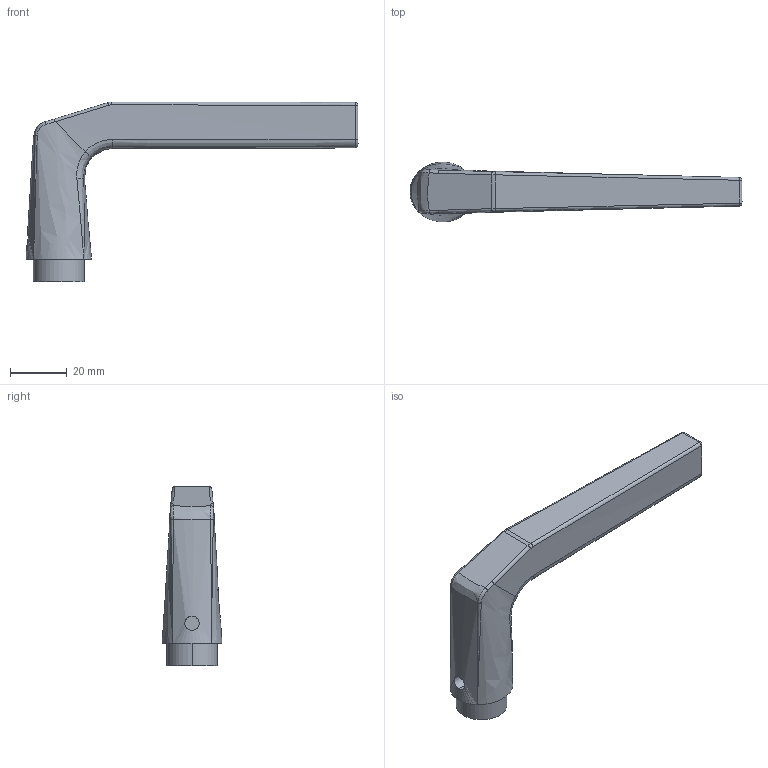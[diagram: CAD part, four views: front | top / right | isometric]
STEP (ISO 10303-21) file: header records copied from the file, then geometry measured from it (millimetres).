
FILE_DESCRIPTION (( 'STEP AP203' ), '1' );
FILE_NAME ('15347.step', '2015-09-17T14:45:23', ( '' ), ( '' ), 'SwSTEP 2.0', 'SolidWorks 2015', '' );
FILE_SCHEMA (( 'CONFIG_CONTROL_DESIGN' ));
Length unit declared in the file: millimetre
Products named in the file (1): 15347
Bounding box: 116.49 x 20.97 x 63.1 mm (x, y, z)
Volume: 32869.6 mm3; surface area: 11012.4 mm2
Topology: 1 solids, 1 shells, 227 faces, 595 edges, 385 vertices
Faces by surface type: plane 116, bspline 101, cylinder 7, sphere 3
Entity records: 11557 total; most frequent: CARTESIAN_POINT 6618, ORIENTED_EDGE 1182, DIRECTION 670, EDGE_CURVE 591, VERTEX_POINT 385, LINE 358, VECTOR 358, EDGE_LOOP 248
